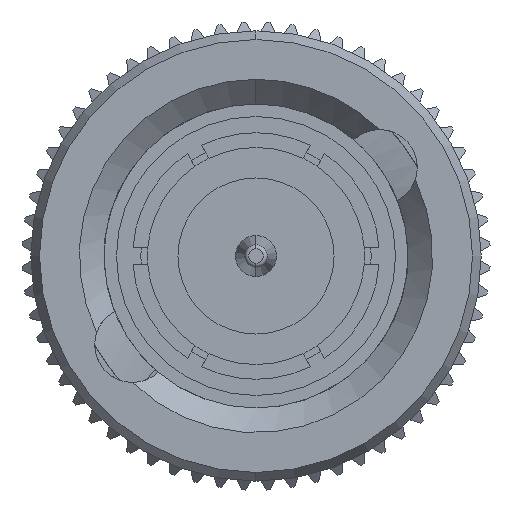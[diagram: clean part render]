
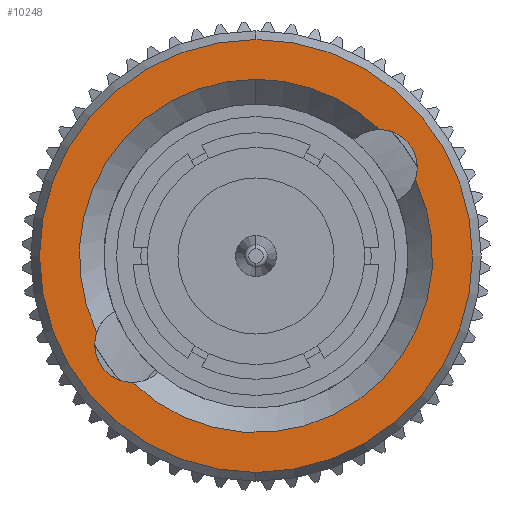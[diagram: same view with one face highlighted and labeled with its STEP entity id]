
A CAD part, left-side view. The second image highlights one B-rep face of the part: STEP entity #10248.
In plain terms, the highlighted planar face has unit normal (-1, 0, 0).
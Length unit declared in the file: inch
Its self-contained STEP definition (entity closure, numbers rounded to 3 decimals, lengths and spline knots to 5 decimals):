
#29 = CIRCLE ( 'NONE', #8608, 0.046 ) ;
#169 = ORIENTED_EDGE ( 'NONE', *, *, #12257, .T. ) ;
#228 = AXIS2_PLACEMENT_3D ( 'NONE', #12104, #6959, #10964 ) ;
#274 = CARTESIAN_POINT ( 'NONE',  ( 0.33873, -0.15026, 0.10782 ) ) ;
#277 = EDGE_LOOP ( 'NONE', ( #5416, #9282 ) ) ;
#492 = CIRCLE ( 'NONE', #228, 0.21494 ) ;
#914 = VERTEX_POINT ( 'NONE', #1190 ) ;
#1015 = ORIENTED_EDGE ( 'NONE', *, *, #10759, .T. ) ;
#1109 = AXIS2_PLACEMENT_3D ( 'NONE', #9380, #12578, #9736 ) ;
#1190 = CARTESIAN_POINT ( 'NONE',  ( 0.33873, 0.1938, -0.09296 ) ) ;
#1253 = DIRECTION ( 'NONE',  ( 0., 0., -1. ) ) ;
#1311 = ORIENTED_EDGE ( 'NONE', *, *, #12078, .F. ) ;
#1428 = EDGE_CURVE ( 'NONE', #914, #3223, #3960, .T. ) ;
#1816 = VERTEX_POINT ( 'NONE', #3124 ) ;
#2605 = CARTESIAN_POINT ( 'NONE',  ( 0.33873, 0., 0. ) ) ;
#3124 = CARTESIAN_POINT ( 'NONE',  ( 0.33873, -0.15026, 0.15382 ) ) ;
#3161 = AXIS2_PLACEMENT_3D ( 'NONE', #274, #11734, #5424 ) ;
#3223 = VERTEX_POINT ( 'NONE', #5089 ) ;
#3284 = AXIS2_PLACEMENT_3D ( 'NONE', #10447, #5235, #1253 ) ;
#3307 = CARTESIAN_POINT ( 'NONE',  ( 0.33873, 0.15026, -0.10782 ) ) ;
#3350 = DIRECTION ( 'NONE',  ( 0., 0., 1. ) ) ;
#3930 = DIRECTION ( 'NONE',  ( 1., 0., 0. ) ) ;
#3960 = CIRCLE ( 'NONE', #1109, 0.21494 ) ;
#4440 = FACE_BOUND ( 'NONE', #13071, .T. ) ;
#4625 = DIRECTION ( 'NONE',  ( -1., 0., 0. ) ) ;
#4699 = VERTEX_POINT ( 'NONE', #8735 ) ;
#4846 = CIRCLE ( 'NONE', #3161, 0.046 ) ;
#5089 = CARTESIAN_POINT ( 'NONE',  ( 0.33873, 0., 0.21494 ) ) ;
#5235 = DIRECTION ( 'NONE',  ( -1., 0., 0. ) ) ;
#5400 = DIRECTION ( 'NONE',  ( -1., 0., 0. ) ) ;
#5416 = ORIENTED_EDGE ( 'NONE', *, *, #6696, .T. ) ;
#5424 = DIRECTION ( 'NONE',  ( 0., 0., -1. ) ) ;
#5879 = CARTESIAN_POINT ( 'NONE',  ( 0.33873, 0., -0.26339 ) ) ;
#5922 = PLANE ( 'NONE',  #6944 ) ;
#6154 = VERTEX_POINT ( 'NONE', #12660 ) ;
#6501 = CARTESIAN_POINT ( 'NONE',  ( 0.33873, 0., -0.26339 ) ) ;
#6557 = DIRECTION ( 'NONE',  ( -1., 0., 0. ) ) ;
#6620 = VERTEX_POINT ( 'NONE', #6501 ) ;
#6696 = EDGE_CURVE ( 'NONE', #6620, #6154, #7223, .T. ) ;
#6944 = AXIS2_PLACEMENT_3D ( 'NONE', #5879, #3930, #10101 ) ;
#6959 = DIRECTION ( 'NONE',  ( 1., 0., 0. ) ) ;
#7176 = FACE_OUTER_BOUND ( 'NONE', #277, .T. ) ;
#7223 = CIRCLE ( 'NONE', #12105, 0.26339 ) ;
#7546 = CARTESIAN_POINT ( 'NONE',  ( 0.33873, -0.15014, 0.15382 ) ) ;
#7779 = EDGE_CURVE ( 'NONE', #1816, #10524, #13030, .T. ) ;
#7936 = ORIENTED_EDGE ( 'NONE', *, *, #1428, .T. ) ;
#8357 = AXIS2_PLACEMENT_3D ( 'NONE', #2605, #4625, #10707 ) ;
#8422 = DIRECTION ( 'NONE',  ( 0., 0., 1. ) ) ;
#8608 = AXIS2_PLACEMENT_3D ( 'NONE', #3307, #6557, #8422 ) ;
#8609 = ORIENTED_EDGE ( 'NONE', *, *, #7779, .F. ) ;
#8735 = CARTESIAN_POINT ( 'NONE',  ( 0.33873, -0.1938, 0.09296 ) ) ;
#8836 = ORIENTED_EDGE ( 'NONE', *, *, #12617, .F. ) ;
#9114 = DIRECTION ( 'NONE',  ( 0., 0., -1. ) ) ;
#9121 = AXIS2_PLACEMENT_3D ( 'NONE', #12225, #9158, #9114 ) ;
#9158 = DIRECTION ( 'NONE',  ( 1., 0., 0. ) ) ;
#9282 = ORIENTED_EDGE ( 'NONE', *, *, #12179, .T. ) ;
#9380 = CARTESIAN_POINT ( 'NONE',  ( 0.33873, 0., 0. ) ) ;
#9473 = VERTEX_POINT ( 'NONE', #10561 ) ;
#9540 = CARTESIAN_POINT ( 'NONE',  ( 0.33873, 0., 0. ) ) ;
#9736 = DIRECTION ( 'NONE',  ( 0., 0., -1. ) ) ;
#10101 = DIRECTION ( 'NONE',  ( 0., 0., -1. ) ) ;
#10248 = ADVANCED_FACE ( 'NONE', ( #7176, #4440 ), #5922, .F. ) ;
#10447 = CARTESIAN_POINT ( 'NONE',  ( 0.33873, -0.15026, 0.10782 ) ) ;
#10524 = VERTEX_POINT ( 'NONE', #7546 ) ;
#10561 = CARTESIAN_POINT ( 'NONE',  ( 0.33873, 0.15014, -0.15382 ) ) ;
#10707 = DIRECTION ( 'NONE',  ( 0., 0., 1. ) ) ;
#10759 = EDGE_CURVE ( 'NONE', #3223, #10524, #12652, .T. ) ;
#10964 = DIRECTION ( 'NONE',  ( 0., 0., -1. ) ) ;
#11734 = DIRECTION ( 'NONE',  ( -1., 0., 0. ) ) ;
#12078 = EDGE_CURVE ( 'NONE', #914, #9473, #29, .T. ) ;
#12104 = CARTESIAN_POINT ( 'NONE',  ( 0.33873, 0., 0. ) ) ;
#12105 = AXIS2_PLACEMENT_3D ( 'NONE', #9540, #5400, #3350 ) ;
#12117 = CIRCLE ( 'NONE', #8357, 0.26339 ) ;
#12179 = EDGE_CURVE ( 'NONE', #6154, #6620, #12117, .T. ) ;
#12225 = CARTESIAN_POINT ( 'NONE',  ( 0.33873, 0., 0. ) ) ;
#12257 = EDGE_CURVE ( 'NONE', #4699, #9473, #492, .T. ) ;
#12578 = DIRECTION ( 'NONE',  ( 1., 0., 0. ) ) ;
#12617 = EDGE_CURVE ( 'NONE', #4699, #1816, #4846, .T. ) ;
#12652 = CIRCLE ( 'NONE', #9121, 0.21494 ) ;
#12660 = CARTESIAN_POINT ( 'NONE',  ( 0.33873, 0., 0.26339 ) ) ;
#13030 = CIRCLE ( 'NONE', #3284, 0.046 ) ;
#13071 = EDGE_LOOP ( 'NONE', ( #1311, #7936, #1015, #8609, #8836, #169 ) ) ;
